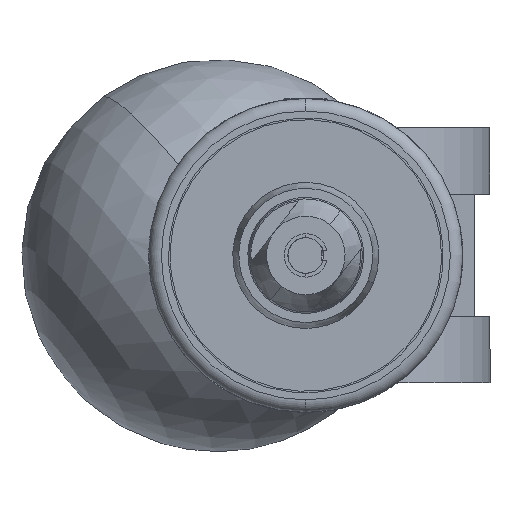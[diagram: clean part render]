
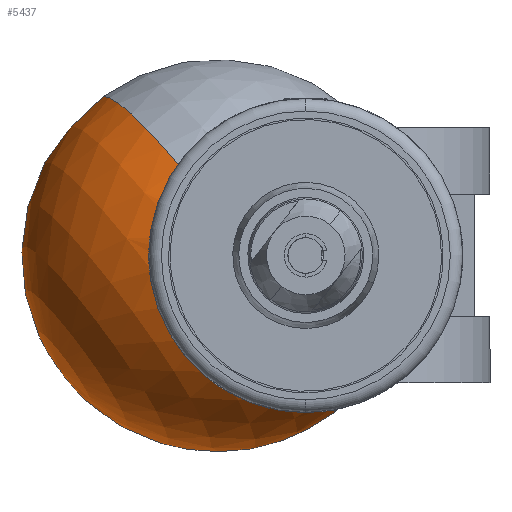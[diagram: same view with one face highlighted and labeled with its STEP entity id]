
A CAD part, left-side view. The second image highlights one B-rep face of the part: STEP entity #5437.
In plain terms, the highlighted spherical face has radius 15.875 mm.
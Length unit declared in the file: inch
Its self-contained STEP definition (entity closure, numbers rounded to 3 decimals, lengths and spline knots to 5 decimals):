
#193 = CIRCLE ( 'NONE', #5400, 0.25 ) ;
#223 = DIRECTION ( 'NONE',  ( 0.092, -0.578, -0.811 ) ) ;
#866 = CARTESIAN_POINT ( 'NONE',  ( 5.15962, 0.19044, 0. ) ) ;
#1226 = CARTESIAN_POINT ( 'NONE',  ( 5.15962, 0.19044, 0. ) ) ;
#1424 = ORIENTED_EDGE ( 'NONE', *, *, #1432, .T. ) ;
#1432 = EDGE_CURVE ( 'NONE', #5650, #6195, #193, .T. ) ;
#1582 = ORIENTED_EDGE ( 'NONE', *, *, #12004, .F. ) ;
#2159 = SPHERICAL_SURFACE ( 'NONE', #3677, 0.625 ) ;
#2695 = ORIENTED_EDGE ( 'NONE', *, *, #12154, .T. ) ;
#2724 = CARTESIAN_POINT ( 'NONE',  ( 5.1825, 0.04597, -0.20274 ) ) ;
#2737 = AXIS2_PLACEMENT_3D ( 'NONE', #11479, #9418, #3403 ) ;
#2808 = DIRECTION ( 'NONE',  ( 0., -0.59, -0.808 ) ) ;
#3204 = CIRCLE ( 'NONE', #4673, 0.625 ) ;
#3248 = CARTESIAN_POINT ( 'NONE',  ( 5.72539, 0.28004, 0. ) ) ;
#3403 = DIRECTION ( 'NONE',  ( 0., 0.59, 0.808 ) ) ;
#3413 = AXIS2_PLACEMENT_3D ( 'NONE', #866, #7657, #9855 ) ;
#3566 = CIRCLE ( 'NONE', #2737, 0.625 ) ;
#3677 = AXIS2_PLACEMENT_3D ( 'NONE', #3248, #4307, #223 ) ;
#3870 = FACE_OUTER_BOUND ( 'NONE', #4093, .T. ) ;
#4093 = EDGE_LOOP ( 'NONE', ( #1582, #6787, #1424, #2695 ) ) ;
#4256 = CIRCLE ( 'NONE', #3413, 0.25 ) ;
#4307 = DIRECTION ( 'NONE',  ( 0.127, -0.801, 0.585 ) ) ;
#4673 = AXIS2_PLACEMENT_3D ( 'NONE', #9654, #11844, #2808 ) ;
#4757 = EDGE_CURVE ( 'NONE', #12630, #5650, #3566, .T. ) ;
#5400 = AXIS2_PLACEMENT_3D ( 'NONE', #1226, #12325, #7182 ) ;
#5437 = ADVANCED_FACE ( 'NONE', ( #3870 ), #2159, .T. ) ;
#5650 = VERTEX_POINT ( 'NONE', #2724 ) ;
#6195 = VERTEX_POINT ( 'NONE', #6215 ) ;
#6215 = CARTESIAN_POINT ( 'NONE',  ( 5.12791, 0.39068, -0.14627 ) ) ;
#6787 = ORIENTED_EDGE ( 'NONE', *, *, #4757, .T. ) ;
#7182 = DIRECTION ( 'NONE',  ( 0.127, -0.801, 0.585 ) ) ;
#7535 = CARTESIAN_POINT ( 'NONE',  ( 5.13674, 0.3349, 0.20274 ) ) ;
#7657 = DIRECTION ( 'NONE',  ( 0.988, 0.156, 0. ) ) ;
#8230 = CARTESIAN_POINT ( 'NONE',  ( 6.3427, 0.37782, 0. ) ) ;
#9418 = DIRECTION ( 'NONE',  ( -0.127, 0.801, -0.585 ) ) ;
#9654 = CARTESIAN_POINT ( 'NONE',  ( 5.72539, 0.28004, 0. ) ) ;
#9855 = DIRECTION ( 'NONE',  ( 0.127, -0.801, 0.585 ) ) ;
#11479 = CARTESIAN_POINT ( 'NONE',  ( 5.72539, 0.28004, 0. ) ) ;
#11844 = DIRECTION ( 'NONE',  ( 0.127, -0.801, 0.585 ) ) ;
#12004 = EDGE_CURVE ( 'NONE', #12630, #12954, #3204, .T. ) ;
#12154 = EDGE_CURVE ( 'NONE', #6195, #12954, #4256, .T. ) ;
#12325 = DIRECTION ( 'NONE',  ( 0.988, 0.156, 0. ) ) ;
#12630 = VERTEX_POINT ( 'NONE', #8230 ) ;
#12954 = VERTEX_POINT ( 'NONE', #7535 ) ;
